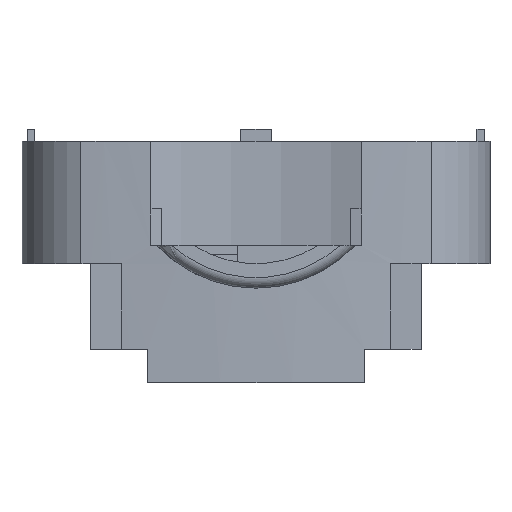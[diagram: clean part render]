
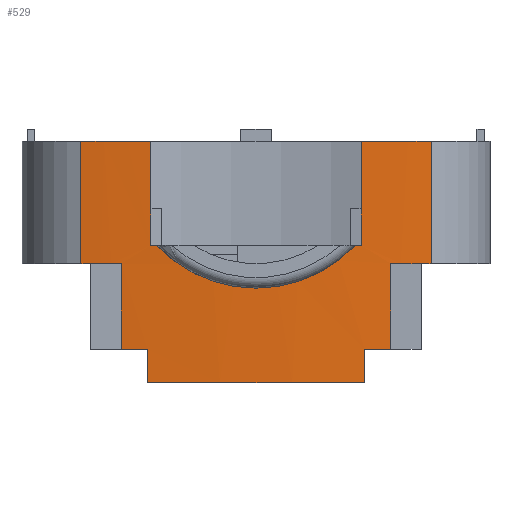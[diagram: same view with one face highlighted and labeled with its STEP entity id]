
A CAD part, front view. The second image highlights one B-rep face of the part: STEP entity #529.
In plain terms, the highlighted cylindrical face has radius 260 mm (diameter 520 mm), a partial arc.
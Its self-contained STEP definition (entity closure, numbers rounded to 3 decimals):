
#355 = VERTEX_POINT('',#356);
#356 = CARTESIAN_POINT('',(-16.2,1.424,-10.));
#364 = EDGE_CURVE('',#365,#355,#367,.T.);
#365 = VERTEX_POINT('',#366);
#366 = CARTESIAN_POINT('',(16.2,1.424,-10.));
#367 = B_SPLINE_CURVE_WITH_KNOTS('',7,(#368,#369,#370,#371,#372,#373,
    #374,#375,#376,#377,#378,#379,#380,#381),.UNSPECIFIED.,.F.,.F.,(8,6,
    8),(0.,0.5,1.),.UNSPECIFIED.);
#368 = CARTESIAN_POINT('',(16.2,1.424,-10.));
#369 = CARTESIAN_POINT('',(14.658,1.327,
    -11.638));
#370 = CARTESIAN_POINT('',(12.82,1.223,
    -13.204));
#371 = CARTESIAN_POINT('',(10.688,1.119,-14.602
    ));
#372 = CARTESIAN_POINT('',(8.287,1.026,-15.747
    ));
#373 = CARTESIAN_POINT('',(5.662,0.955,-16.567
    ));
#374 = CARTESIAN_POINT('',(2.875,0.918,-17.));
#375 = CARTESIAN_POINT('',(-2.875,0.918,-17.));
#376 = CARTESIAN_POINT('',(-5.662,0.955,
    -16.567));
#377 = CARTESIAN_POINT('',(-8.287,1.026,
    -15.747));
#378 = CARTESIAN_POINT('',(-10.688,1.119,
    -14.602));
#379 = CARTESIAN_POINT('',(-12.82,1.223,
    -13.204));
#380 = CARTESIAN_POINT('',(-14.658,1.327,
    -11.638));
#381 = CARTESIAN_POINT('',(-16.2,1.424,-10.));
#463 = VERTEX_POINT('',#464);
#464 = CARTESIAN_POINT('',(-17.2,1.488,-10.));
#470 = EDGE_CURVE('',#355,#463,#471,.T.);
#471 = CIRCLE('',#472,260.);
#472 = AXIS2_PLACEMENT_3D('',#473,#474,#475);
#473 = CARTESIAN_POINT('',(0.,260.918,-10.));
#474 = DIRECTION('',(0.,0.,-1.));
#475 = DIRECTION('',(1.,0.,0.));
#529 = ADVANCED_FACE('',(#530),#686,.T.);
#530 = FACE_BOUND('',#531,.F.);
#531 = EDGE_LOOP('',(#532,#542,#551,#559,#568,#577,#585,#594,#600,#601,
    #602,#611,#619,#628,#636,#645,#654,#662,#671,#679));
#532 = ORIENTED_EDGE('',*,*,#533,.F.);
#533 = EDGE_CURVE('',#534,#536,#538,.T.);
#534 = VERTEX_POINT('',#535);
#535 = CARTESIAN_POINT('',(-17.75,1.525,-27.));
#536 = VERTEX_POINT('',#537);
#537 = CARTESIAN_POINT('',(-17.75,1.525,-32.5));
#538 = LINE('',#539,#540);
#539 = CARTESIAN_POINT('',(-17.75,1.525,-27.));
#540 = VECTOR('',#541,1.);
#541 = DIRECTION('',(0.,0.,-1.));
#542 = ORIENTED_EDGE('',*,*,#543,.T.);
#543 = EDGE_CURVE('',#534,#544,#546,.T.);
#544 = VERTEX_POINT('',#545);
#545 = CARTESIAN_POINT('',(-22.,1.851,-27.));
#546 = CIRCLE('',#547,260.);
#547 = AXIS2_PLACEMENT_3D('',#548,#549,#550);
#548 = CARTESIAN_POINT('',(0.,260.918,-27.));
#549 = DIRECTION('',(0.,0.,-1.));
#550 = DIRECTION('',(1.,0.,0.));
#551 = ORIENTED_EDGE('',*,*,#552,.F.);
#552 = EDGE_CURVE('',#553,#544,#555,.T.);
#553 = VERTEX_POINT('',#554);
#554 = CARTESIAN_POINT('',(-22.,1.851,-13.));
#555 = LINE('',#556,#557);
#556 = CARTESIAN_POINT('',(-22.,1.851,-25.));
#557 = VECTOR('',#558,1.);
#558 = DIRECTION('',(0.,0.,-1.));
#559 = ORIENTED_EDGE('',*,*,#560,.T.);
#560 = EDGE_CURVE('',#553,#561,#563,.T.);
#561 = VERTEX_POINT('',#562);
#562 = CARTESIAN_POINT('',(-27.,2.324,-13.));
#563 = CIRCLE('',#564,260.);
#564 = AXIS2_PLACEMENT_3D('',#565,#566,#567);
#565 = CARTESIAN_POINT('',(0.,260.918,-13.));
#566 = DIRECTION('',(0.,0.,-1.));
#567 = DIRECTION('',(1.,0.,0.));
#568 = ORIENTED_EDGE('',*,*,#569,.T.);
#569 = EDGE_CURVE('',#561,#570,#572,.T.);
#570 = VERTEX_POINT('',#571);
#571 = CARTESIAN_POINT('',(-28.635,2.5,-13.));
#572 = CIRCLE('',#573,260.);
#573 = AXIS2_PLACEMENT_3D('',#574,#575,#576);
#574 = CARTESIAN_POINT('',(0.,260.918,-13.));
#575 = DIRECTION('',(0.,0.,-1.));
#576 = DIRECTION('',(1.,0.,0.));
#577 = ORIENTED_EDGE('',*,*,#578,.F.);
#578 = EDGE_CURVE('',#579,#570,#581,.T.);
#579 = VERTEX_POINT('',#580);
#580 = CARTESIAN_POINT('',(-28.635,2.5,7.));
#581 = LINE('',#582,#583);
#582 = CARTESIAN_POINT('',(-28.635,2.5,7.));
#583 = VECTOR('',#584,1.);
#584 = DIRECTION('',(-0.,-0.,-1.));
#585 = ORIENTED_EDGE('',*,*,#586,.F.);
#586 = EDGE_CURVE('',#587,#579,#589,.T.);
#587 = VERTEX_POINT('',#588);
#588 = CARTESIAN_POINT('',(-17.2,1.488,7.));
#589 = CIRCLE('',#590,260.);
#590 = AXIS2_PLACEMENT_3D('',#591,#592,#593);
#591 = CARTESIAN_POINT('',(0.,260.918,7.));
#592 = DIRECTION('',(0.,0.,-1.));
#593 = DIRECTION('',(1.,0.,0.));
#594 = ORIENTED_EDGE('',*,*,#595,.T.);
#595 = EDGE_CURVE('',#587,#463,#596,.T.);
#596 = LINE('',#597,#598);
#597 = CARTESIAN_POINT('',(-17.2,1.488,7.));
#598 = VECTOR('',#599,1.);
#599 = DIRECTION('',(-0.,-0.,-1.));
#600 = ORIENTED_EDGE('',*,*,#470,.F.);
#601 = ORIENTED_EDGE('',*,*,#364,.F.);
#602 = ORIENTED_EDGE('',*,*,#603,.F.);
#603 = EDGE_CURVE('',#604,#365,#606,.T.);
#604 = VERTEX_POINT('',#605);
#605 = CARTESIAN_POINT('',(17.2,1.488,-10.));
#606 = CIRCLE('',#607,260.);
#607 = AXIS2_PLACEMENT_3D('',#608,#609,#610);
#608 = CARTESIAN_POINT('',(0.,260.918,-10.));
#609 = DIRECTION('',(0.,0.,-1.));
#610 = DIRECTION('',(1.,0.,0.));
#611 = ORIENTED_EDGE('',*,*,#612,.F.);
#612 = EDGE_CURVE('',#613,#604,#615,.T.);
#613 = VERTEX_POINT('',#614);
#614 = CARTESIAN_POINT('',(17.2,1.488,7.));
#615 = LINE('',#616,#617);
#616 = CARTESIAN_POINT('',(17.2,1.488,7.));
#617 = VECTOR('',#618,1.);
#618 = DIRECTION('',(-0.,-0.,-1.));
#619 = ORIENTED_EDGE('',*,*,#620,.F.);
#620 = EDGE_CURVE('',#621,#613,#623,.T.);
#621 = VERTEX_POINT('',#622);
#622 = CARTESIAN_POINT('',(28.635,2.5,7.));
#623 = CIRCLE('',#624,260.);
#624 = AXIS2_PLACEMENT_3D('',#625,#626,#627);
#625 = CARTESIAN_POINT('',(0.,260.918,7.));
#626 = DIRECTION('',(0.,0.,-1.));
#627 = DIRECTION('',(1.,0.,0.));
#628 = ORIENTED_EDGE('',*,*,#629,.T.);
#629 = EDGE_CURVE('',#621,#630,#632,.T.);
#630 = VERTEX_POINT('',#631);
#631 = CARTESIAN_POINT('',(28.635,2.5,-13.));
#632 = LINE('',#633,#634);
#633 = CARTESIAN_POINT('',(28.635,2.5,7.));
#634 = VECTOR('',#635,1.);
#635 = DIRECTION('',(-0.,-0.,-1.));
#636 = ORIENTED_EDGE('',*,*,#637,.T.);
#637 = EDGE_CURVE('',#630,#638,#640,.T.);
#638 = VERTEX_POINT('',#639);
#639 = CARTESIAN_POINT('',(27.,2.324,-13.));
#640 = CIRCLE('',#641,260.);
#641 = AXIS2_PLACEMENT_3D('',#642,#643,#644);
#642 = CARTESIAN_POINT('',(0.,260.918,-13.));
#643 = DIRECTION('',(0.,0.,-1.));
#644 = DIRECTION('',(1.,0.,0.));
#645 = ORIENTED_EDGE('',*,*,#646,.T.);
#646 = EDGE_CURVE('',#638,#647,#649,.T.);
#647 = VERTEX_POINT('',#648);
#648 = CARTESIAN_POINT('',(22.,1.851,-13.));
#649 = CIRCLE('',#650,260.);
#650 = AXIS2_PLACEMENT_3D('',#651,#652,#653);
#651 = CARTESIAN_POINT('',(0.,260.918,-13.));
#652 = DIRECTION('',(0.,0.,-1.));
#653 = DIRECTION('',(1.,0.,0.));
#654 = ORIENTED_EDGE('',*,*,#655,.T.);
#655 = EDGE_CURVE('',#647,#656,#658,.T.);
#656 = VERTEX_POINT('',#657);
#657 = CARTESIAN_POINT('',(22.,1.851,-27.));
#658 = LINE('',#659,#660);
#659 = CARTESIAN_POINT('',(22.,1.851,-13.));
#660 = VECTOR('',#661,1.);
#661 = DIRECTION('',(-0.,-0.,-1.));
#662 = ORIENTED_EDGE('',*,*,#663,.T.);
#663 = EDGE_CURVE('',#656,#664,#666,.T.);
#664 = VERTEX_POINT('',#665);
#665 = CARTESIAN_POINT('',(17.75,1.525,-27.));
#666 = CIRCLE('',#667,260.);
#667 = AXIS2_PLACEMENT_3D('',#668,#669,#670);
#668 = CARTESIAN_POINT('',(0.,260.918,-27.));
#669 = DIRECTION('',(0.,0.,-1.));
#670 = DIRECTION('',(1.,0.,0.));
#671 = ORIENTED_EDGE('',*,*,#672,.T.);
#672 = EDGE_CURVE('',#664,#673,#675,.T.);
#673 = VERTEX_POINT('',#674);
#674 = CARTESIAN_POINT('',(17.75,1.525,-32.5));
#675 = LINE('',#676,#677);
#676 = CARTESIAN_POINT('',(17.75,1.525,-27.));
#677 = VECTOR('',#678,1.);
#678 = DIRECTION('',(0.,0.,-1.));
#679 = ORIENTED_EDGE('',*,*,#680,.T.);
#680 = EDGE_CURVE('',#673,#536,#681,.T.);
#681 = CIRCLE('',#682,260.);
#682 = AXIS2_PLACEMENT_3D('',#683,#684,#685);
#683 = CARTESIAN_POINT('',(0.,260.918,-32.5));
#684 = DIRECTION('',(0.,0.,-1.));
#685 = DIRECTION('',(1.,0.,0.));
#686 = CYLINDRICAL_SURFACE('',#687,260.);
#687 = AXIS2_PLACEMENT_3D('',#688,#689,#690);
#688 = CARTESIAN_POINT('',(0.,260.918,7.));
#689 = DIRECTION('',(0.,0.,1.));
#690 = DIRECTION('',(1.,0.,0.));
